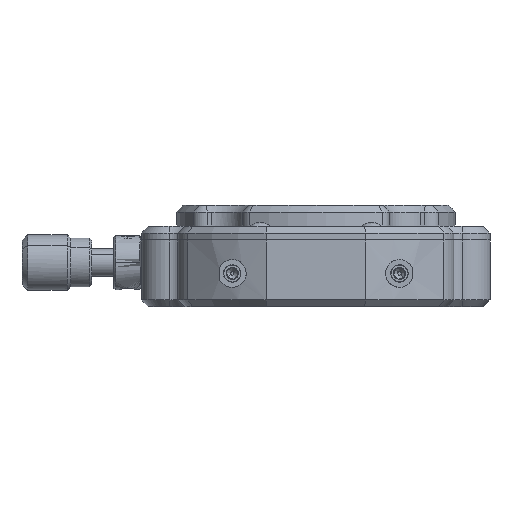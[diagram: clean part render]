
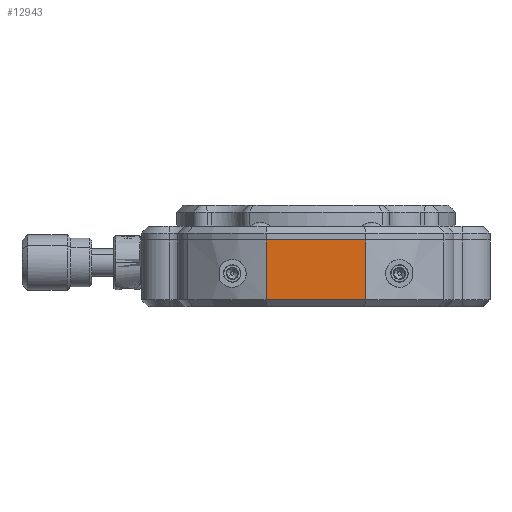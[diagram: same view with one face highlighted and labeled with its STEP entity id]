
A CAD part, left-side view. The second image highlights one B-rep face of the part: STEP entity #12943.
In plain terms, the highlighted free-form (B-spline) face has degree [1, 1] with [2, 2] control points.
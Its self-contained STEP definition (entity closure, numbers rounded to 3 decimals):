
#2182 = CARTESIAN_POINT ( 'NONE',  ( -25., 7.141, -3.8 ) ) ;
#2284 = ORIENTED_EDGE ( 'NONE', *, *, #21496, .F. ) ;
#2415 = B_SPLINE_CURVE_WITH_KNOTS ( 'NONE', 1,
 ( #22123, #12271 ),
 .UNSPECIFIED., .F., .F.,
 ( 2, 2 ),
 ( 0., 1. ),
 .UNSPECIFIED. ) ;
#2583 = CARTESIAN_POINT ( 'NONE',  ( -25., -7.141, 4.8 ) ) ;
#4372 = VERTEX_POINT ( 'NONE', #31827 ) ;
#5329 = B_SPLINE_CURVE_WITH_KNOTS ( 'NONE', 1,
 ( #30071, #2583 ),
 .UNSPECIFIED., .F., .F.,
 ( 2, 2 ),
 ( 0., 1. ),
 .UNSPECIFIED. ) ;
#9170 = CARTESIAN_POINT ( 'NONE',  ( -25., -8.571, 5.661 ) ) ;
#9333 = CARTESIAN_POINT ( 'NONE',  ( -25., 8.571, 5.661 ) ) ;
#11445 = ORIENTED_EDGE ( 'NONE', *, *, #28448, .F. ) ;
#12271 = CARTESIAN_POINT ( 'NONE',  ( -25., 7.141, 4.8 ) ) ;
#12943 = ADVANCED_FACE ( 'NONE', ( #32216 ), #26355, .T. ) ;
#14937 = CARTESIAN_POINT ( 'NONE',  ( -25., 7.141, -3.8 ) ) ;
#15773 = B_SPLINE_CURVE_WITH_KNOTS ( 'NONE', 1,
 ( #24722, #2182 ),
 .UNSPECIFIED., .F., .F.,
 ( 2, 2 ),
 ( 0., 1. ),
 .UNSPECIFIED. ) ;
#16077 = VERTEX_POINT ( 'NONE', #21764 ) ;
#16770 = ORIENTED_EDGE ( 'NONE', *, *, #19982, .T. ) ;
#17491 = EDGE_LOOP ( 'NONE', ( #20479, #11445, #2284, #16770 ) ) ;
#19167 = CARTESIAN_POINT ( 'NONE',  ( -25., 8.571, -4.661 ) ) ;
#19636 = VERTEX_POINT ( 'NONE', #14937 ) ;
#19982 = EDGE_CURVE ( 'NONE', #21568, #4372, #5329, .T. ) ;
#20479 = ORIENTED_EDGE ( 'NONE', *, *, #31849, .T. ) ;
#21325 = CARTESIAN_POINT ( 'NONE',  ( -25., 7.141, -3.8 ) ) ;
#21496 = EDGE_CURVE ( 'NONE', #21568, #19636, #15773, .T. ) ;
#21568 = VERTEX_POINT ( 'NONE', #25845 ) ;
#21764 = CARTESIAN_POINT ( 'NONE',  ( -25., 7.141, 4.8 ) ) ;
#22123 = CARTESIAN_POINT ( 'NONE',  ( -25., -7.141, 4.8 ) ) ;
#22141 = CARTESIAN_POINT ( 'NONE',  ( -25., -8.571, -4.661 ) ) ;
#24722 = CARTESIAN_POINT ( 'NONE',  ( -25., -7.141, -3.8 ) ) ;
#25845 = CARTESIAN_POINT ( 'NONE',  ( -25., -7.141, -3.8 ) ) ;
#26355 = B_SPLINE_SURFACE_WITH_KNOTS ( 'NONE', 1, 1, ( 
 ( #9170, #22141 ),
 ( #9333, #19167 ) ),
 .UNSPECIFIED., .F., .F., .F.,
 ( 2, 2 ),
 ( 2, 2 ),
 ( -33.571, -16.429 ),
 ( -0.861, 9.461 ),
 .UNSPECIFIED. ) ;
#28448 = EDGE_CURVE ( 'NONE', #19636, #16077, #32424, .T. ) ;
#28928 = CARTESIAN_POINT ( 'NONE',  ( -25., 7.141, 4.8 ) ) ;
#30071 = CARTESIAN_POINT ( 'NONE',  ( -25., -7.141, -3.8 ) ) ;
#31827 = CARTESIAN_POINT ( 'NONE',  ( -25., -7.141, 4.8 ) ) ;
#31849 = EDGE_CURVE ( 'NONE', #4372, #16077, #2415, .T. ) ;
#32216 = FACE_OUTER_BOUND ( 'NONE', #17491, .T. ) ;
#32424 =( BOUNDED_CURVE ( )  B_SPLINE_CURVE ( 1, ( #21325, #28928 ),
 .UNSPECIFIED., .F., .T. ) 
 B_SPLINE_CURVE_WITH_KNOTS ( ( 2, 2 ),
 ( 0., 1. ),
 .UNSPECIFIED. ) 
 CURVE ( )  GEOMETRIC_REPRESENTATION_ITEM ( )  RATIONAL_B_SPLINE_CURVE ( ( 0.911, 0.911 ) ) 
 REPRESENTATION_ITEM ( '' )  );
